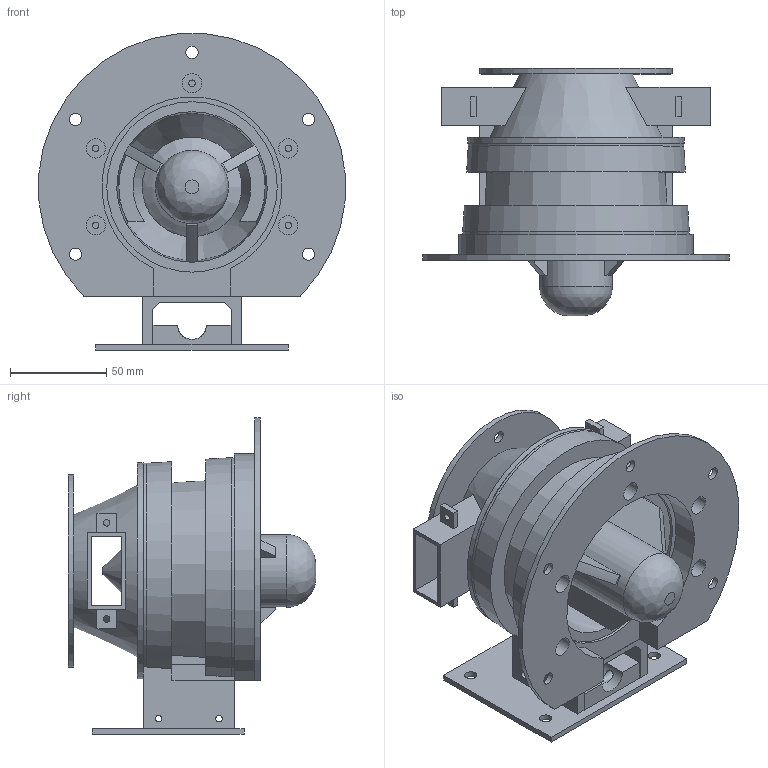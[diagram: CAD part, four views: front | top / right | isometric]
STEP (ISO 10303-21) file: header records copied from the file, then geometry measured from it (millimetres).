
FILE_DESCRIPTION(/* description */ (''),/* implementation_level */ '2;1');
FILE_NAME(/* name */ 'Suction thruster v2.step',/* time_stamp */ '2022-08-27T23:53:28-04:00',/* author */ (''),/* organization */ (''),/* preprocessor_version */ 'ST-DEVELOPER v18.1',/* originating_system */ 'Autodesk Translation Framework v10.13.0.1454',/* authorisation */ '');
FILE_SCHEMA (('AUTOMOTIVE_DESIGN { 1 0 10303 214 3 1 1 }'));
Length unit declared in the file: millimetre
Products named in the file (8): Suction thruster; suction thruster_1; T200 Thruster EK; thruster; collars; mount-new; front attach; back attach
Assembly tree (7 placements, depth 4):
  Suction thruster
    suction thruster_1
      T200 Thruster EK
        thruster
      collars
      mount-new
      front attach
      back attach
Bounding box: 159.44 x 128.87 x 164.69 mm (x, y, z)
Volume: 537112.2 mm3; surface area: 207435.5 mm2
Topology: 6 solids, 6 shells, 223 faces, 545 edges, 360 vertices
Faces by surface type: plane 127, cylinder 80, cone 14, bspline 2
Full cylindrical faces by diameter (mm): 3 x8, 3.4 x26, 5 x14, 6.4 x13, 10 x5, 37.98 x1, 88.67 x1, 100 x1, 112.4 x1
Entity records: 7284 total; most frequent: CARTESIAN_POINT 1534, DIRECTION 1173, ORIENTED_EDGE 1088, EDGE_CURVE 544, AXIS2_PLACEMENT_3D 433, VERTEX_POINT 360, EDGE_LOOP 350, LINE 307
